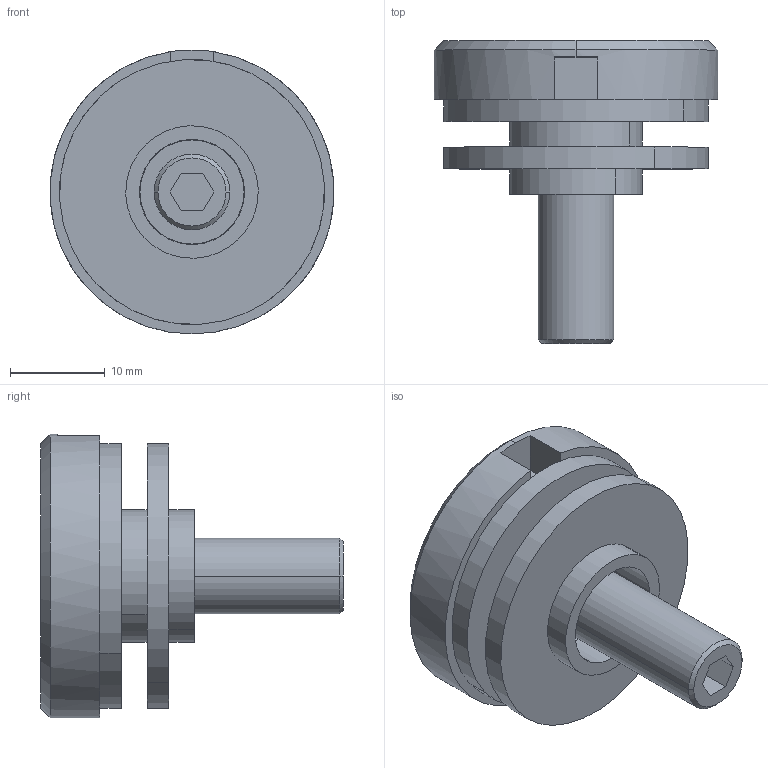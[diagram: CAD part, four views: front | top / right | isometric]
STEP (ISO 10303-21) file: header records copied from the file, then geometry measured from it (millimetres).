
FILE_DESCRIPTION (( 'STEP AP203' ), '1' );
FILE_NAME ('BR-OT30-V4A.STEP', '2018-05-24T06:47:27', ( '' ), ( '' ), 'SwSTEP 2.0', 'SolidWorks 2015', '' );
FILE_SCHEMA (( 'CONFIG_CONTROL_DESIGN' ));
Length unit declared in the file: millimetre
Products named in the file (4): BR-OT30-XXX Teil1_BR-OT30-V4A; BR-OT30-XXX Teil2_BR-OT30-XXX Teil2; BR-OT30-V4A; DIN913 M8xXX Konfig_DIN913 M8x30 V4A
Assembly tree (4 placements, depth 2):
  BR-OT30-V4A
    BR-OT30-XXX Teil1_BR-OT30-V4A
    DIN913 M8xXX Konfig_DIN913 M8x30 V4A
    BR-OT30-XXX Teil2_BR-OT30-XXX Teil2  x2
Bounding box: 30 x 32 x 30 mm (x, y, z)
Volume: 8531.7 mm3; surface area: 6299.7 mm2
Topology: 4 solids, 4 shells, 295 faces, 753 edges, 500 vertices
Faces by surface type: plane 176, bspline 93, cylinder 20, cone 6
Entity records: 14155 total; most frequent: CARTESIAN_POINT 7345, ORIENTED_EDGE 1470, DIRECTION 985, EDGE_CURVE 735, VECTOR 513, LINE 513, VERTEX_POINT 488, EDGE_LOOP 321
